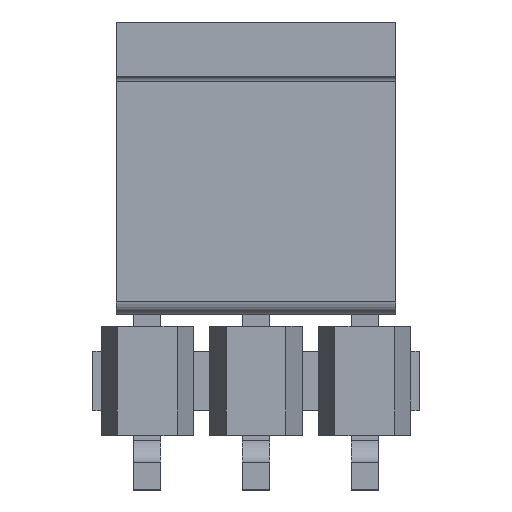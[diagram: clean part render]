
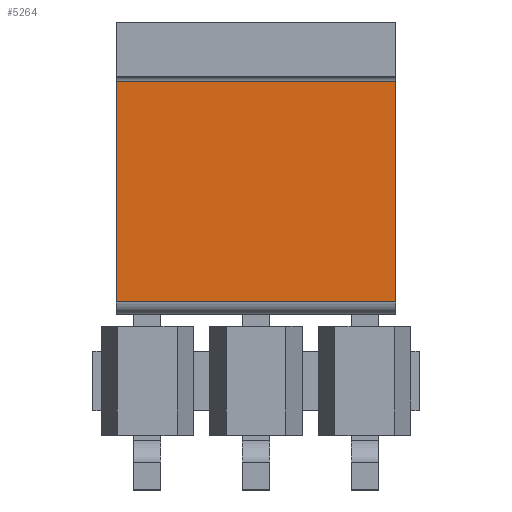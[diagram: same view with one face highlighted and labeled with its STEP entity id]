
A CAD part, top view. The second image highlights one B-rep face of the part: STEP entity #5264.
In plain terms, the highlighted planar face has unit normal (0, 0, 1).
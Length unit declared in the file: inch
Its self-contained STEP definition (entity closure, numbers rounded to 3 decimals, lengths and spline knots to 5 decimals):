
#806=ORIENTED_EDGE('',*,*,#2003,.T.);
#807=ORIENTED_EDGE('',*,*,#2004,.F.);
#808=ORIENTED_EDGE('',*,*,#2005,.F.);
#809=ORIENTED_EDGE('',*,*,#2001,.T.);
#2001=EDGE_CURVE('',#2655,#2654,#3280,.T.);
#2003=EDGE_CURVE('',#2654,#2656,#3281,.T.);
#2004=EDGE_CURVE('',#2657,#2656,#3282,.T.);
#2005=EDGE_CURVE('',#2655,#2657,#3283,.T.);
#2654=VERTEX_POINT('',#7845);
#2655=VERTEX_POINT('',#7847);
#2656=VERTEX_POINT('',#7851);
#2657=VERTEX_POINT('',#7853);
#3280=LINE('',#7846,#3992);
#3281=LINE('',#7850,#3993);
#3282=LINE('',#7852,#3994);
#3283=LINE('',#7854,#3995);
#3992=VECTOR('',#6372,39.37008);
#3993=VECTOR('',#6377,39.37008);
#3994=VECTOR('',#6378,39.37008);
#3995=VECTOR('',#6379,39.37008);
#4488=EDGE_LOOP('',(#806,#807,#808,#809));
#4764=FACE_BOUND('',#4488,.T.);
#5027=PLANE('',#5581);
#5264=ADVANCED_FACE('',(#4764),#5027,.F.);
#5581=AXIS2_PLACEMENT_3D('',#7849,#6375,#6376);
#6372=DIRECTION('',(-1.,0.,0.));
#6375=DIRECTION('',(0.,0.,-1.));
#6376=DIRECTION('',(-1.,0.,0.));
#6377=DIRECTION('',(0.,-1.,0.));
#6378=DIRECTION('',(-1.,0.,0.));
#6379=DIRECTION('',(0.,-1.,0.));
#7845=CARTESIAN_POINT('',(-0.1285,-0.055,0.08976));
#7846=CARTESIAN_POINT('',(0.1285,-0.055,0.08976));
#7847=CARTESIAN_POINT('',(0.1285,-0.055,0.08976));
#7849=CARTESIAN_POINT('',(0.1285,-0.055,0.08976));
#7850=CARTESIAN_POINT('',(-0.1285,-0.055,0.08976));
#7851=CARTESIAN_POINT('',(-0.1285,-0.25748,0.08976));
#7852=CARTESIAN_POINT('',(0.1285,-0.25748,0.08976));
#7853=CARTESIAN_POINT('',(0.1285,-0.25748,0.08976));
#7854=CARTESIAN_POINT('',(0.1285,-0.055,0.08976));
